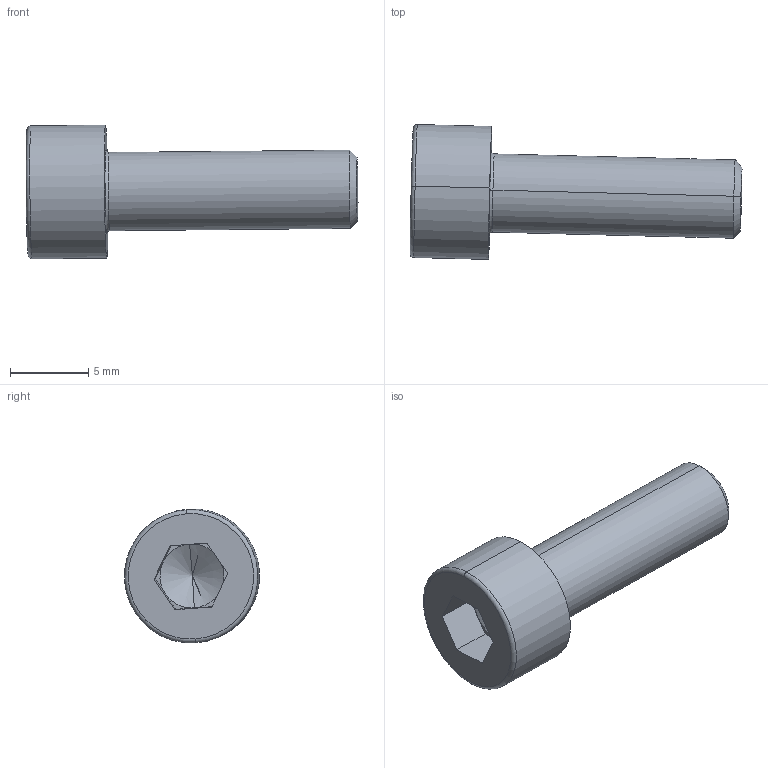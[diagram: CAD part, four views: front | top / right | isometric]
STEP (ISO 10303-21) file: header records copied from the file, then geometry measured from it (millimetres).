
FILE_DESCRIPTION (( 'STEP AP203' ), '1' );
FILE_NAME ('Vis CHC M5.STEP', '2025-06-06T09:48:25', ( '' ), ( '' ), 'SwSTEP 2.0', 'SolidWorks 2024', '' );
FILE_SCHEMA (( 'CONFIG_CONTROL_DESIGN' ));
Length unit declared in the file: millimetre
Products named in the file (2): Vis CHC M5_ISO 4762 M5 x 16 --- 16N; Vis CHC M5
Assembly tree (1 placements, depth 2):
  Vis CHC M5
    Vis CHC M5_ISO 4762 M5 x 16 --- 16N
Bounding box: 21.16 x 8.59 x 8.52 mm (x, y, z)
Volume: 554.9 mm3; surface area: 527.2 mm2
Topology: 1 solids, 1 shells, 27 faces, 58 edges, 33 vertices
Faces by surface type: plane 15, cone 4, torus 4, cylinder 4
Entity records: 906 total; most frequent: DIRECTION 142, CARTESIAN_POINT 120, ORIENTED_EDGE 112, EDGE_CURVE 56, AXIS2_PLACEMENT_3D 55, VERTEX_POINT 33, LINE 32, VECTOR 32
